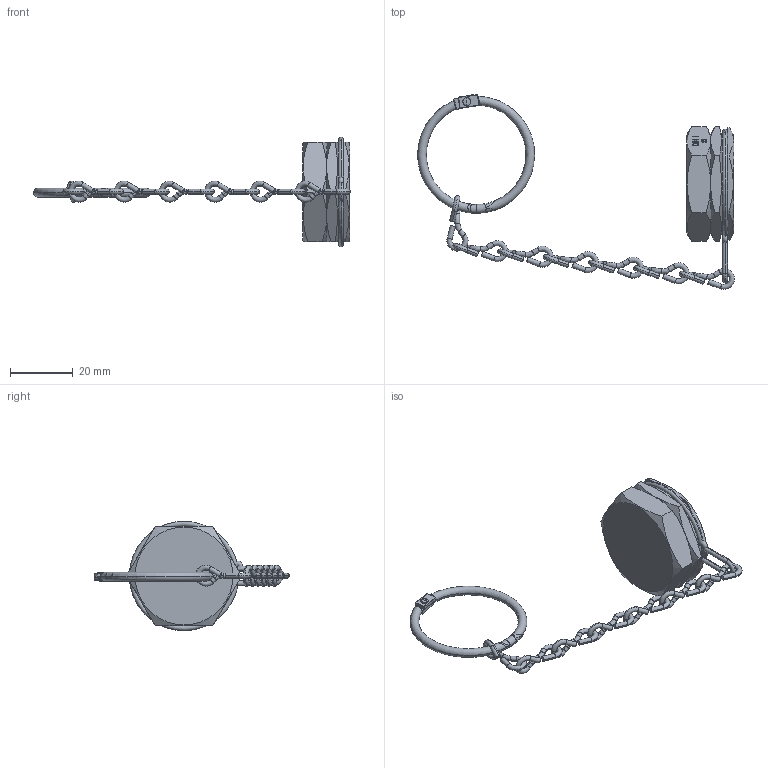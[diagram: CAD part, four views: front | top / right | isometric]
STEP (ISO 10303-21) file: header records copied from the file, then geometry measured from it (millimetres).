
FILE_DESCRIPTION (( 'STEP AP203' ), '1' );
FILE_NAME ('CAP-DIN1SS-PR.step', '2025-10-31T16:59:54', ( '' ), ( '' ), 'SwSTEP 2.0', 'SolidWorks 2018', '' );
FILE_SCHEMA (( 'CONFIG_CONTROL_DESIGN' ));
Length unit declared in the file: inch
Products named in the file (9): PRT-003466; ASY-000418_One Link Bent; PRT-002285; ASY-000291; PRT-002255_SMALL PIN; CAP-DIN1SS-PR; PRT-002239_BRASS; PRT-002245_RING-1.187D HALF; PRT-000526
Assembly tree (15 placements, depth 3):
  CAP-DIN1SS-PR
    PRT-000526
    ASY-000418_One Link Bent
      PRT-002239_BRASS  x7
    ASY-000291
      PRT-002245_RING-1.187D HALF  x2
      PRT-002255_SMALL PIN
    PRT-002285
    PRT-003466
Bounding box: 101.06 x 62.19 x 34.92 mm (x, y, z)
Volume: 11182 mm3; surface area: 8599.9 mm2
Topology: 13 solids, 13 shells, 405 faces, 962 edges, 577 vertices
Faces by surface type: cylinder 124, plane 99, bspline 76, torus 68, cone 22, sphere 16
Entity records: 13425 total; most frequent: CARTESIAN_POINT 7157, ORIENTED_EDGE 1138, DIRECTION 933, EDGE_CURVE 569, VERTEX_POINT 356, AXIS2_PLACEMENT_3D 350, EDGE_LOOP 251, FACE_OUTER_BOUND 237
